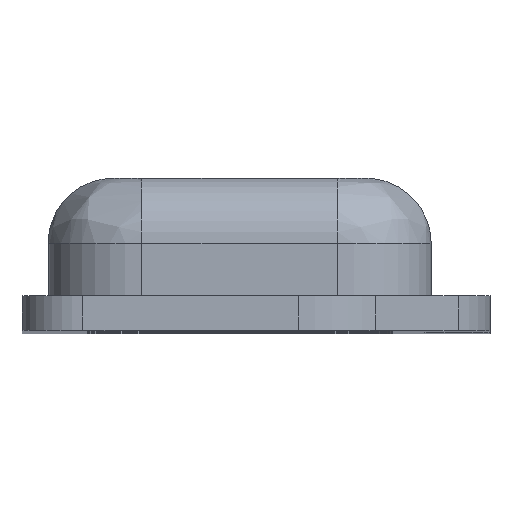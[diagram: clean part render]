
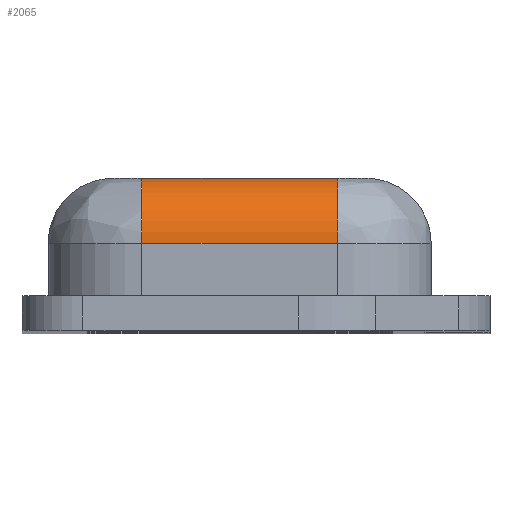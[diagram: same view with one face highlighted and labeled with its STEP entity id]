
A CAD part, top view. The second image highlights one B-rep face of the part: STEP entity #2065.
In plain terms, the highlighted cylindrical face has radius 1.5 mm (diameter 3 mm), a partial arc.
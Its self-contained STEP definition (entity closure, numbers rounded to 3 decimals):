
#125=LINE('',#3429,#305);
#126=LINE('',#3430,#306);
#305=VECTOR('',#2650,10.);
#306=VECTOR('',#2651,10.);
#455=CYLINDRICAL_SURFACE('',#2257,1.5);
#537=FACE_OUTER_BOUND('',#661,.T.);
#661=EDGE_LOOP('',(#1579,#1580,#1581,#1582));
#801=CIRCLE('',#2238,1.5);
#814=CIRCLE('',#2254,1.5);
#940=VERTEX_POINT('',#3360);
#941=VERTEX_POINT('',#3361);
#954=VERTEX_POINT('',#3423);
#955=VERTEX_POINT('',#3424);
#1172=EDGE_CURVE('',#940,#941,#801,.T.);
#1191=EDGE_CURVE('',#954,#955,#814,.T.);
#1194=EDGE_CURVE('',#940,#955,#125,.T.);
#1195=EDGE_CURVE('',#954,#941,#126,.T.);
#1579=ORIENTED_EDGE('',*,*,#1172,.F.);
#1580=ORIENTED_EDGE('',*,*,#1194,.T.);
#1581=ORIENTED_EDGE('',*,*,#1191,.F.);
#1582=ORIENTED_EDGE('',*,*,#1195,.T.);
#2065=ADVANCED_FACE('',(#537),#455,.T.);
#2238=AXIS2_PLACEMENT_3D('',#3362,#2604,#2605);
#2254=AXIS2_PLACEMENT_3D('',#3425,#2642,#2643);
#2257=AXIS2_PLACEMENT_3D('',#3428,#2648,#2649);
#2604=DIRECTION('center_axis',(1.,0.,0.));
#2605=DIRECTION('ref_axis',(0.,1.,0.));
#2642=DIRECTION('center_axis',(-1.,0.,0.));
#2643=DIRECTION('ref_axis',(0.,0.,1.));
#2648=DIRECTION('center_axis',(1.,0.,0.));
#2649=DIRECTION('ref_axis',(0.,0.707,0.707));
#2650=DIRECTION('',(-1.,0.,0.));
#2651=DIRECTION('',(1.,0.,0.));
#3360=CARTESIAN_POINT('',(8.35,3.5,20.15));
#3361=CARTESIAN_POINT('',(8.35,2.,21.65));
#3362=CARTESIAN_POINT('Origin',(8.35,2.,20.15));
#3423=CARTESIAN_POINT('',(3.85,2.,21.65));
#3424=CARTESIAN_POINT('',(3.85,3.5,20.15));
#3425=CARTESIAN_POINT('Origin',(3.85,2.,20.15));
#3428=CARTESIAN_POINT('Origin',(4.975,2.,20.15));
#3429=CARTESIAN_POINT('',(4.975,3.5,20.15));
#3430=CARTESIAN_POINT('',(4.975,2.,21.65));
